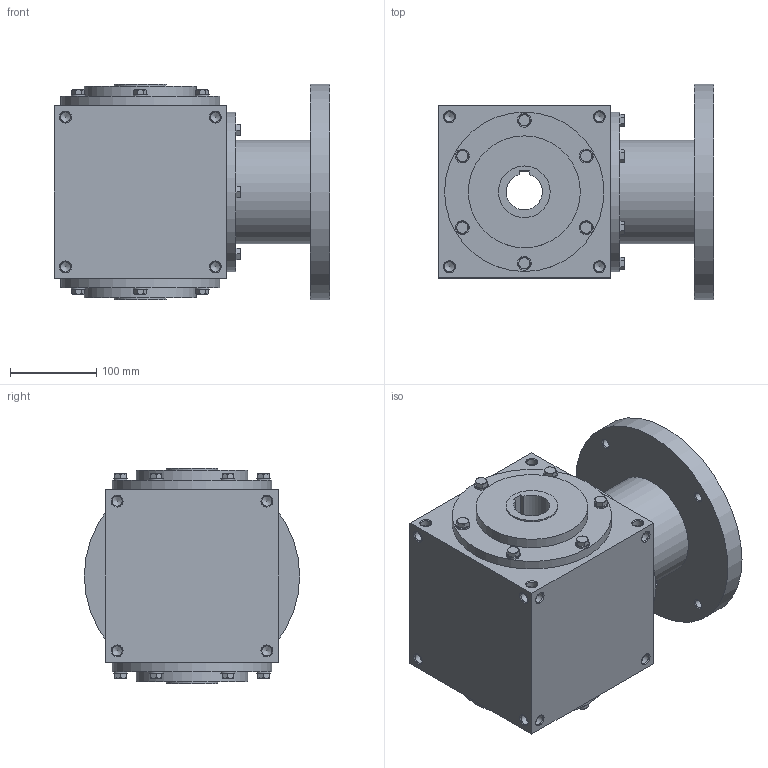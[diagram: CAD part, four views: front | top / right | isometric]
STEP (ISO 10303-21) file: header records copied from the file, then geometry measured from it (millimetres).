
FILE_DESCRIPTION( ( 'STEP AP214' ), '1' );
FILE_NAME( 'MRC200_MC2_R.1_1.5_100-112_B5.stp', '2018-08-13T13:55:05', ( '' ), ( '' ), ' ', 'PARTsolutions', ' ' );
FILE_SCHEMA( ( 'AUTOMOTIVE_DESIGN { 1 0 10303 214 1 1 1 1 }' ) );
Length unit declared in the file: millimetre
Products named in the file (5): MRC200_MC2_R.1/1.5_100-112/B5; _MRC20020-case; _MRX200_9-flange; _200-fl_screw; _RC_RR200-screw
Assembly tree (20 placements, depth 2):
  MRC200_MC2_R.1/1.5_100-112/B5
    _MRC20020-case
    _MRX200_9-flange
    _200-fl_screw  x6
    _RC_RR200-screw  x12
Bounding box: 320 x 250 x 250 mm (x, y, z)
Volume: 10698574.6 mm3; surface area: 531254.1 mm2
Topology: 20 solids, 20 shells, 426 faces, 1026 edges, 631 vertices
Faces by surface type: plane 183, cone 164, cylinder 79
Full cylindrical faces by diameter (mm): 10.106 x4, 11.835 x48, 16 x12, 56 x1, 60 x2, 120 x1, 130 x2, 180 x1, 185 x3, 250 x1
Entity records: 6510 total; most frequent: DIRECTION 922, CARTESIAN_POINT 921, ORIENTED_EDGE 632, AXIS2_PLACEMENT_3D 429, EDGE_LOOP 322, EDGE_CURVE 316, VERTEX_POINT 268, FACE_OUTER_BOUND 244
